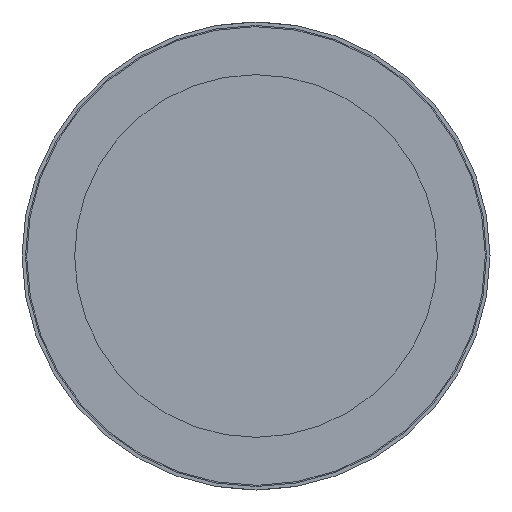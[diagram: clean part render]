
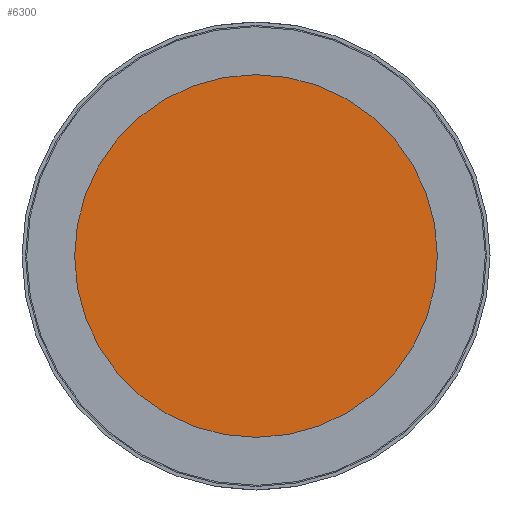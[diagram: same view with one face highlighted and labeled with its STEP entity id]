
A CAD part, front view. The second image highlights one B-rep face of the part: STEP entity #6300.
In plain terms, the highlighted face is planar.
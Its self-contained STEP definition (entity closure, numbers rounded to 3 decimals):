
#194 = FACE_OUTER_BOUND ( 'NONE', #7054, .T. ) ;
#1482 = CIRCLE ( 'NONE', #4761, 77.5 ) ;
#1974 = CARTESIAN_POINT ( 'NONE',  ( 0., 4., -77.5 ) ) ;
#2004 = CIRCLE ( 'NONE', #6340, 77.5 ) ;
#2146 = EDGE_CURVE ( 'NONE', #3029, #4419, #2004, .T. ) ;
#2791 = ORIENTED_EDGE ( 'NONE', *, *, #2146, .T. ) ;
#3022 = PLANE ( 'NONE',  #7010 ) ;
#3029 = VERTEX_POINT ( 'NONE', #1974 ) ;
#3555 = ORIENTED_EDGE ( 'NONE', *, *, #6471, .T. ) ;
#3732 = CARTESIAN_POINT ( 'NONE',  ( 0., 4., 0. ) ) ;
#4138 = DIRECTION ( 'NONE',  ( 0., 1., 0. ) ) ;
#4419 = VERTEX_POINT ( 'NONE', #5570 ) ;
#4752 = CARTESIAN_POINT ( 'NONE',  ( 0., 4., 0. ) ) ;
#4761 = AXIS2_PLACEMENT_3D ( 'NONE', #4752, #4138, #6335 ) ;
#5570 = CARTESIAN_POINT ( 'NONE',  ( 0., 4., 77.5 ) ) ;
#5889 = CARTESIAN_POINT ( 'NONE',  ( 0., 4., 0. ) ) ;
#6300 = ADVANCED_FACE ( 'NONE', ( #194 ), #3022, .T. ) ;
#6335 = DIRECTION ( 'NONE',  ( 0., 0., 1. ) ) ;
#6340 = AXIS2_PLACEMENT_3D ( 'NONE', #3732, #7885, #8690 ) ;
#6471 = EDGE_CURVE ( 'NONE', #4419, #3029, #1482, .T. ) ;
#7010 = AXIS2_PLACEMENT_3D ( 'NONE', #5889, #8776, #8055 ) ;
#7054 = EDGE_LOOP ( 'NONE', ( #3555, #2791 ) ) ;
#7885 = DIRECTION ( 'NONE',  ( 0., 1., 0. ) ) ;
#8055 = DIRECTION ( 'NONE',  ( 0., 0., 1. ) ) ;
#8690 = DIRECTION ( 'NONE',  ( 0., 0., 1. ) ) ;
#8776 = DIRECTION ( 'NONE',  ( 0., 1., 0. ) ) ;
